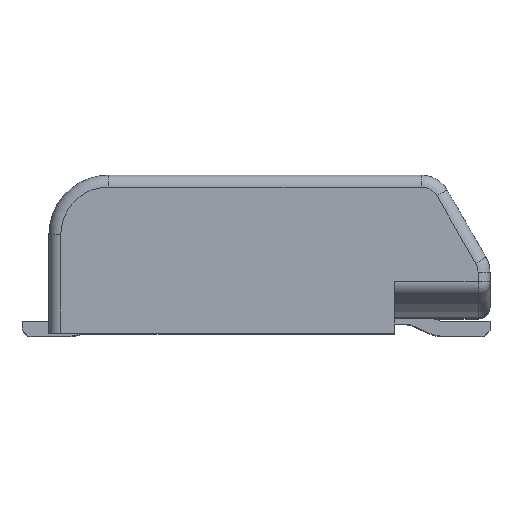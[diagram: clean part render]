
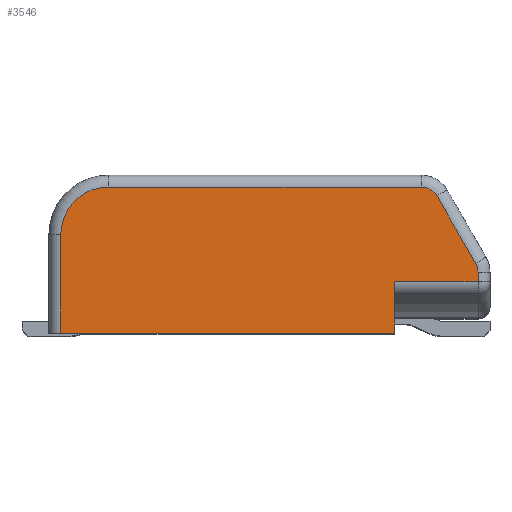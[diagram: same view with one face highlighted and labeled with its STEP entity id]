
A CAD part, top view. The second image highlights one B-rep face of the part: STEP entity #3546.
In plain terms, the highlighted planar face has unit normal (0, 0, 1).
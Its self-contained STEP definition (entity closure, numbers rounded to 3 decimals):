
#46=PLANE('',#3715);
#136=CIRCLE('',#3716,0.3);
#137=CIRCLE('',#3717,0.3);
#138=CIRCLE('',#3718,0.8);
#351=ORIENTED_EDGE('',*,*,#1090,.T.);
#352=ORIENTED_EDGE('',*,*,#1091,.T.);
#353=ORIENTED_EDGE('',*,*,#1092,.T.);
#354=ORIENTED_EDGE('',*,*,#1093,.T.);
#355=ORIENTED_EDGE('',*,*,#1094,.T.);
#356=ORIENTED_EDGE('',*,*,#1095,.T.);
#357=ORIENTED_EDGE('',*,*,#1096,.T.);
#358=ORIENTED_EDGE('',*,*,#1097,.T.);
#359=ORIENTED_EDGE('',*,*,#1003,.T.);
#360=ORIENTED_EDGE('',*,*,#1098,.F.);
#1003=EDGE_CURVE('',#1377,#1378,#1617,.T.);
#1090=EDGE_CURVE('',#1455,#1456,#1685,.T.);
#1091=EDGE_CURVE('',#1456,#1457,#1686,.T.);
#1092=EDGE_CURVE('',#1457,#1458,#136,.T.);
#1093=EDGE_CURVE('',#1458,#1459,#1687,.T.);
#1094=EDGE_CURVE('',#1459,#1460,#137,.T.);
#1095=EDGE_CURVE('',#1460,#1461,#1688,.T.);
#1096=EDGE_CURVE('',#1461,#1462,#138,.T.);
#1097=EDGE_CURVE('',#1462,#1377,#1689,.T.);
#1098=EDGE_CURVE('',#1455,#1378,#1690,.T.);
#1377=VERTEX_POINT('',#4773);
#1378=VERTEX_POINT('',#4774);
#1455=VERTEX_POINT('',#4968);
#1456=VERTEX_POINT('',#4969);
#1457=VERTEX_POINT('',#4971);
#1458=VERTEX_POINT('',#4973);
#1459=VERTEX_POINT('',#4975);
#1460=VERTEX_POINT('',#4977);
#1461=VERTEX_POINT('',#4979);
#1462=VERTEX_POINT('',#4981);
#1617=LINE('',#4772,#1869);
#1685=LINE('',#4967,#1937);
#1686=LINE('',#4970,#1938);
#1687=LINE('',#4974,#1939);
#1688=LINE('',#4978,#1940);
#1689=LINE('',#4982,#1941);
#1690=LINE('',#4983,#1942);
#1869=VECTOR('',#3969,1000.);
#1937=VECTOR('',#4087,1000.);
#1938=VECTOR('',#4088,1000.);
#1939=VECTOR('',#4091,1000.);
#1940=VECTOR('',#4094,1000.);
#1941=VECTOR('',#4097,1000.);
#1942=VECTOR('',#4098,1000.);
#2131=EDGE_LOOP('',(#351,#352,#353,#354,#355,#356,#357,#358,#359,#360));
#2297=FACE_BOUND('',#2131,.T.);
#3546=ADVANCED_FACE('',(#2297),#46,.T.);
#3715=AXIS2_PLACEMENT_3D('',#4966,#4085,#4086);
#3716=AXIS2_PLACEMENT_3D('',#4972,#4089,#4090);
#3717=AXIS2_PLACEMENT_3D('',#4976,#4092,#4093);
#3718=AXIS2_PLACEMENT_3D('',#4980,#4095,#4096);
#3969=DIRECTION('',(1.,0.,0.));
#4085=DIRECTION('',(0.,0.,1.));
#4086=DIRECTION('',(1.,0.,0.));
#4087=DIRECTION('',(1.,0.,0.));
#4088=DIRECTION('',(0.,1.,0.));
#4089=DIRECTION('',(0.,0.,1.));
#4090=DIRECTION('',(1.,0.,0.));
#4091=DIRECTION('',(-0.5,0.866,0.));
#4092=DIRECTION('',(0.,0.,1.));
#4093=DIRECTION('',(1.,0.,0.));
#4094=DIRECTION('',(-1.,0.,0.));
#4095=DIRECTION('',(0.,0.,1.));
#4096=DIRECTION('',(1.,0.,0.));
#4097=DIRECTION('',(0.,-1.,0.));
#4098=DIRECTION('',(0.,-1.,0.));
#4772=CARTESIAN_POINT('',(-7.4,0.,8.9));
#4773=CARTESIAN_POINT('',(-7.2,0.,8.9));
#4774=CARTESIAN_POINT('',(-1.6,0.,8.9));
#4966=CARTESIAN_POINT('',(-6.4,1.65,8.9));
#4967=CARTESIAN_POINT('',(-1.6,0.863,8.9));
#4968=CARTESIAN_POINT('',(-1.6,0.863,8.9));
#4969=CARTESIAN_POINT('',(-0.2,0.863,8.9));
#4970=CARTESIAN_POINT('',(-0.2,1.024,8.9));
#4971=CARTESIAN_POINT('',(-0.2,1.024,8.9));
#4972=CARTESIAN_POINT('',(-0.5,1.024,8.9));
#4973=CARTESIAN_POINT('',(-0.24,1.174,8.9));
#4974=CARTESIAN_POINT('',(-0.89,2.3,8.9));
#4975=CARTESIAN_POINT('',(-0.89,2.3,8.9));
#4976=CARTESIAN_POINT('',(-1.15,2.15,8.9));
#4977=CARTESIAN_POINT('',(-1.15,2.45,8.9));
#4978=CARTESIAN_POINT('',(-6.4,2.45,8.9));
#4979=CARTESIAN_POINT('',(-6.4,2.45,8.9));
#4980=CARTESIAN_POINT('',(-6.4,1.65,8.9));
#4981=CARTESIAN_POINT('',(-7.2,1.65,8.9));
#4982=CARTESIAN_POINT('',(-7.2,0.,8.9));
#4983=CARTESIAN_POINT('',(-1.6,0.863,8.9));
